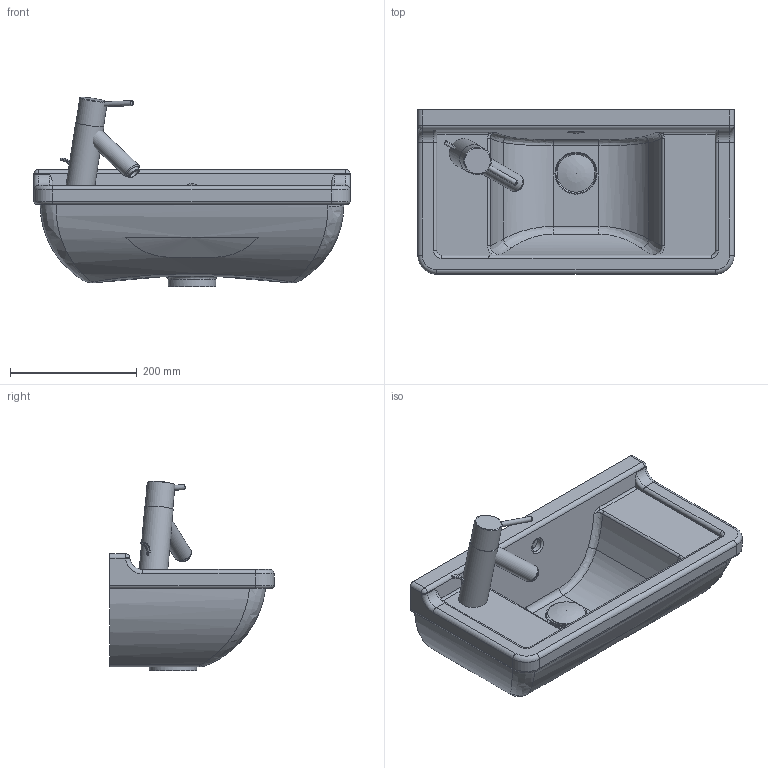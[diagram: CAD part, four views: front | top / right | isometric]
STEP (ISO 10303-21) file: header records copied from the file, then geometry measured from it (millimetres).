
FILE_DESCRIPTION((''),'2;1');
FILE_NAME('075150.stp','2007-07-11T19:20:03',('Huebner'),(''),'Autodesk Inventor 11','Autodesk Inventor 11','');
FILE_SCHEMA(('AUTOMOTIVE_DESIGN { 1 0 10303 214 1 1 1 1 }'));
Length unit declared in the file: millimetre
Products named in the file (10): 075150; Kelch; Stopfen; Baterie_Starck3; hebel1; Griff_2Starck3; Hebel3kurz; Halterstarck3; Neoperl_Starck3
Assembly tree (9 placements, depth 3):
  075150
    075150
    Kelch
    Stopfen
    Baterie_Starck3
      hebel1
      Griff_2Starck3
      Hebel3kurz
      Halterstarck3
      Neoperl_Starck3
Bounding box: 500 x 260 x 299.4 mm (x, y, z)
Volume: 11106224.7 mm3; surface area: 581943.9 mm2
Topology: 8 solids, 8 shells, 185 faces, 426 edges, 258 vertices
Faces by surface type: cylinder 75, plane 51, bspline 26, torus 24, sphere 6, cone 3
Full cylindrical faces by diameter (mm): 8 x1, 9.368 x1, 15 x2, 16 x1, 20 x2, 28 x1, 35 x1, 42 x1, 44 x2, 45 x1, 52 x1, 53.757 x1, 60 x1, 75 x1
Entity records: 10597 total; most frequent: CARTESIAN_POINT 6382, DIRECTION 864, ORIENTED_EDGE 770, EDGE_CURVE 385, AXIS2_PLACEMENT_3D 358, VERTEX_POINT 253, EDGE_LOOP 230, FACE_OUTER_BOUND 185
